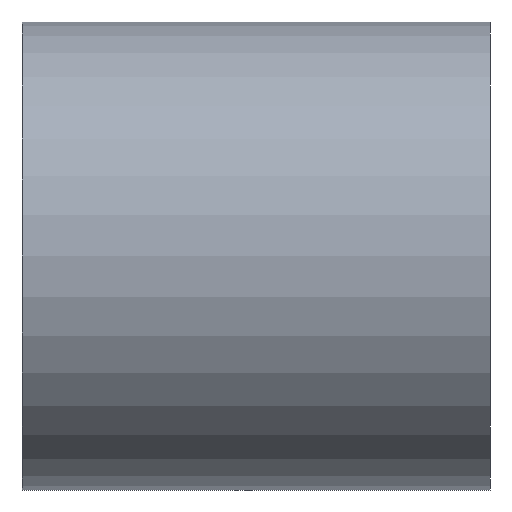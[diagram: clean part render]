
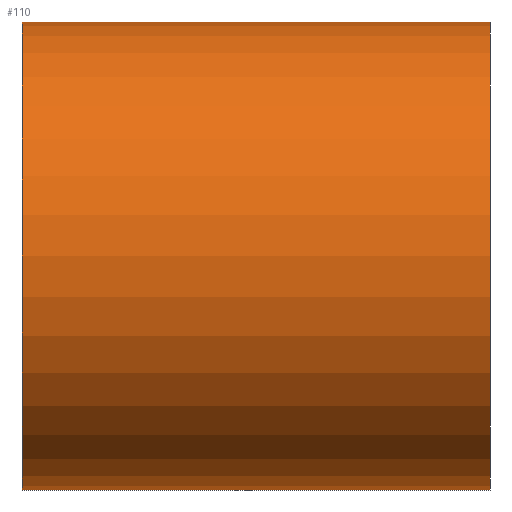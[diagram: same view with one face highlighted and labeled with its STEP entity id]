
A CAD part, front view. The second image highlights one B-rep face of the part: STEP entity #110.
In plain terms, the highlighted cylindrical face has radius 4.763 mm (diameter 9.525 mm), a partial arc.
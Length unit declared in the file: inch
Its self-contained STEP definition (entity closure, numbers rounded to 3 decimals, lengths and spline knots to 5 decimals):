
#17 = EDGE_CURVE ( 'NONE', #41, #24, #120, .T. ) ;
#20 = EDGE_CURVE ( 'NONE', #41, #55, #39, .T. ) ;
#22 = CARTESIAN_POINT ( 'NONE',  ( 0.1875, 0., 0.1875 ) ) ;
#24 = VERTEX_POINT ( 'NONE', #211 ) ;
#27 = DIRECTION ( 'NONE',  ( -1., 0., 0. ) ) ;
#34 = EDGE_CURVE ( 'NONE', #55, #155, #213, .T. ) ;
#36 = EDGE_CURVE ( 'NONE', #24, #155, #175, .T. ) ;
#38 = CARTESIAN_POINT ( 'NONE',  ( -0.1875, 0., -0.1875 ) ) ;
#39 = CIRCLE ( 'NONE', #79, 0.1875 ) ;
#40 = ORIENTED_EDGE ( 'NONE', *, *, #20, .T. ) ;
#41 = VERTEX_POINT ( 'NONE', #198 ) ;
#55 = VERTEX_POINT ( 'NONE', #22 ) ;
#59 = CARTESIAN_POINT ( 'NONE',  ( 0.1875, 0., 0. ) ) ;
#63 = CARTESIAN_POINT ( 'NONE',  ( -0.1875, 0., 0. ) ) ;
#65 = DIRECTION ( 'NONE',  ( 0., 0., 1. ) ) ;
#79 = AXIS2_PLACEMENT_3D ( 'NONE', #59, #100, #161 ) ;
#98 = DIRECTION ( 'NONE',  ( -1., 0., 0. ) ) ;
#100 = DIRECTION ( 'NONE',  ( -1., 0., 0. ) ) ;
#104 = CYLINDRICAL_SURFACE ( 'NONE', #139, 0.1875 ) ;
#106 = FACE_OUTER_BOUND ( 'NONE', #177, .T. ) ;
#110 = ADVANCED_FACE ( 'NONE', ( #106 ), #104, .T. ) ;
#113 = ORIENTED_EDGE ( 'NONE', *, *, #17, .F. ) ;
#118 = CARTESIAN_POINT ( 'NONE',  ( -0.1875, 0., 0.1875 ) ) ;
#120 = LINE ( 'NONE', #38, #187 ) ;
#139 = AXIS2_PLACEMENT_3D ( 'NONE', #240, #27, #65 ) ;
#141 = DIRECTION ( 'NONE',  ( -1., 0., 0. ) ) ;
#155 = VERTEX_POINT ( 'NONE', #166 ) ;
#157 = DIRECTION ( 'NONE',  ( -1., 0., 0. ) ) ;
#158 = DIRECTION ( 'NONE',  ( 0., 0., 1. ) ) ;
#161 = DIRECTION ( 'NONE',  ( 0., 0., 1. ) ) ;
#166 = CARTESIAN_POINT ( 'NONE',  ( -0.1875, 0., 0.1875 ) ) ;
#175 = CIRCLE ( 'NONE', #206, 0.1875 ) ;
#177 = EDGE_LOOP ( 'NONE', ( #113, #40, #231, #197 ) ) ;
#187 = VECTOR ( 'NONE', #157, 39.37008 ) ;
#197 = ORIENTED_EDGE ( 'NONE', *, *, #36, .F. ) ;
#198 = CARTESIAN_POINT ( 'NONE',  ( 0.1875, 0., -0.1875 ) ) ;
#206 = AXIS2_PLACEMENT_3D ( 'NONE', #63, #141, #158 ) ;
#211 = CARTESIAN_POINT ( 'NONE',  ( -0.1875, 0., -0.1875 ) ) ;
#213 = LINE ( 'NONE', #118, #239 ) ;
#231 = ORIENTED_EDGE ( 'NONE', *, *, #34, .T. ) ;
#239 = VECTOR ( 'NONE', #98, 39.37008 ) ;
#240 = CARTESIAN_POINT ( 'NONE',  ( -0.1875, 0., 0. ) ) ;
